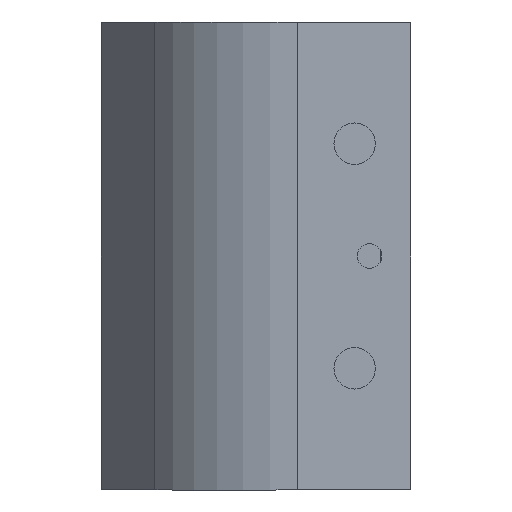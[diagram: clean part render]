
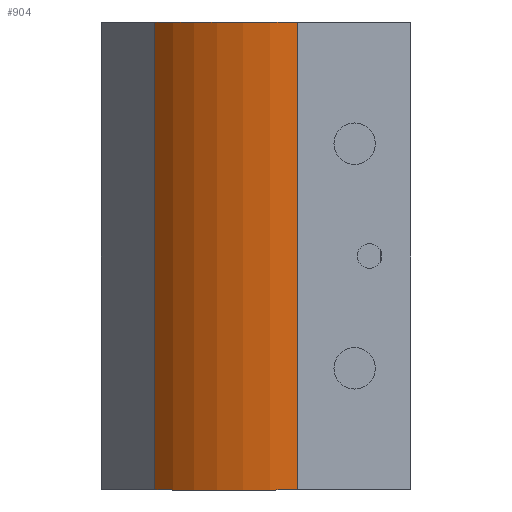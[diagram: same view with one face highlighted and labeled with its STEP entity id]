
A CAD part, left-side view. The second image highlights one B-rep face of the part: STEP entity #904.
In plain terms, the highlighted cylindrical face has radius 93 mm (diameter 186 mm), a partial arc.
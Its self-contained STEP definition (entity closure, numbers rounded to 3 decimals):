
#5 = CARTESIAN_POINT ( 'NONE',  ( 50.332, -20.951, -500000. ) ) ;
#17 = AXIS2_PLACEMENT_3D ( 'NONE', #980, #1312, #845 ) ;
#23 = LINE ( 'NONE', #662, #1002 ) ;
#104 = DIRECTION ( 'NONE',  ( 0., 0., 1. ) ) ;
#134 = LINE ( 'NONE', #931, #1808 ) ;
#161 = EDGE_CURVE ( 'NONE', #1346, #319, #1819, .T. ) ;
#272 = CIRCLE ( 'NONE', #1178, 93. ) ;
#319 = VERTEX_POINT ( 'NONE', #785 ) ;
#370 = ORIENTED_EDGE ( 'NONE', *, *, #753, .T. ) ;
#409 = EDGE_CURVE ( 'NONE', #677, #1646, #272, .T. ) ;
#662 = CARTESIAN_POINT ( 'NONE',  ( -42.668, -20.951, -500000. ) ) ;
#675 = CARTESIAN_POINT ( 'NONE',  ( -3.01, 55.23, 125. ) ) ;
#677 = VERTEX_POINT ( 'NONE', #1774 ) ;
#700 = ORIENTED_EDGE ( 'NONE', *, *, #409, .T. ) ;
#753 = EDGE_CURVE ( 'NONE', #319, #677, #23, .T. ) ;
#785 = CARTESIAN_POINT ( 'NONE',  ( -42.668, -20.951, -125. ) ) ;
#808 = CARTESIAN_POINT ( 'NONE',  ( 50.332, -20.951, 125. ) ) ;
#845 = DIRECTION ( 'NONE',  ( 1., 0., 0. ) ) ;
#895 = EDGE_LOOP ( 'NONE', ( #370, #700, #1227, #1714 ) ) ;
#904 = ADVANCED_FACE ( 'NONE', ( #1244 ), #942, .T. ) ;
#931 = CARTESIAN_POINT ( 'NONE',  ( -3.01, 55.23, -500000. ) ) ;
#942 = CYLINDRICAL_SURFACE ( 'NONE', #1968, 93. ) ;
#953 = DIRECTION ( 'NONE',  ( 1., 0., 0. ) ) ;
#980 = CARTESIAN_POINT ( 'NONE',  ( 50.332, -20.951, -125. ) ) ;
#1002 = VECTOR ( 'NONE', #104, 1000. ) ;
#1106 = DIRECTION ( 'NONE',  ( 1., 0., 0. ) ) ;
#1121 = EDGE_CURVE ( 'NONE', #1646, #1346, #134, .T. ) ;
#1178 = AXIS2_PLACEMENT_3D ( 'NONE', #808, #1451, #953 ) ;
#1227 = ORIENTED_EDGE ( 'NONE', *, *, #1121, .T. ) ;
#1244 = FACE_OUTER_BOUND ( 'NONE', #895, .T. ) ;
#1312 = DIRECTION ( 'NONE',  ( 0., 0., 1. ) ) ;
#1346 = VERTEX_POINT ( 'NONE', #1506 ) ;
#1451 = DIRECTION ( 'NONE',  ( 0., 0., -1. ) ) ;
#1506 = CARTESIAN_POINT ( 'NONE',  ( -3.01, 55.23, -125. ) ) ;
#1559 = DIRECTION ( 'NONE',  ( 0., 0., -1. ) ) ;
#1570 = DIRECTION ( 'NONE',  ( 0., 0., 1. ) ) ;
#1646 = VERTEX_POINT ( 'NONE', #675 ) ;
#1714 = ORIENTED_EDGE ( 'NONE', *, *, #161, .T. ) ;
#1774 = CARTESIAN_POINT ( 'NONE',  ( -42.668, -20.951, 125. ) ) ;
#1808 = VECTOR ( 'NONE', #1559, 1000. ) ;
#1819 = CIRCLE ( 'NONE', #17, 93. ) ;
#1968 = AXIS2_PLACEMENT_3D ( 'NONE', #5, #1570, #1106 ) ;
